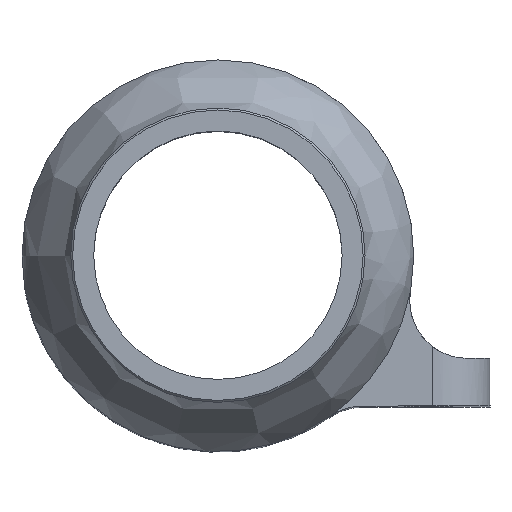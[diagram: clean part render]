
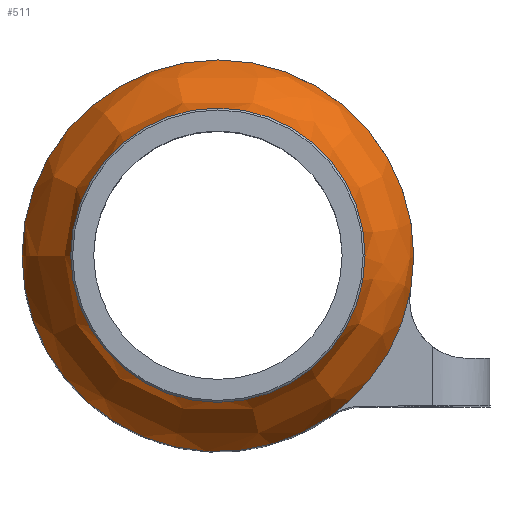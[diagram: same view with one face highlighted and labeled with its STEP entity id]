
A CAD part, top view. The second image highlights one B-rep face of the part: STEP entity #511.
In plain terms, the highlighted free-form (B-spline) face has degree [3, 3] with [17, 4] control points.
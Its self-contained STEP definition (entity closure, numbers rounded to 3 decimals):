
#15=B_SPLINE_SURFACE_WITH_KNOTS('',3,3,((#844,#845,#846,#847),(#848,#849,
#850,#851),(#852,#853,#854,#855),(#856,#857,#858,#859),(#860,#861,#862,
#863),(#864,#865,#866,#867),(#868,#869,#870,#871),(#872,#873,#874,#875),
(#876,#877,#878,#879),(#880,#881,#882,#883),(#884,#885,#886,#887),(#888,
#889,#890,#891),(#892,#893,#894,#895),(#896,#897,#898,#899),(#900,#901,
#902,#903),(#904,#905,#906,#907),(#908,#909,#910,#911)),.UNSPECIFIED.,.T.,
 .F.,.F.,(4,1,1,1,1,1,1,1,1,1,1,1,1,1,4),(4,4),(0.,0.071,0.143,
0.214,0.286,0.357,0.429,
0.524,0.571,0.619,0.714,
0.786,0.857,0.929,1.),(0.,1.),
 .UNSPECIFIED.);
#18=B_SPLINE_CURVE_WITH_KNOTS('',3,(#822,#823,#824,#825,#826,#827),
 .UNSPECIFIED.,.F.,.F.,(4,1,1,4),(-0.472,-0.429,
-0.357,-0.347),.UNSPECIFIED.);
#19=B_SPLINE_CURVE_WITH_KNOTS('',3,(#915,#916,#917,#918),.UNSPECIFIED.,
 .F.,.F.,(4,4),(0.,1.),.UNSPECIFIED.);
#78=FACE_OUTER_BOUND('',#112,.T.);
#112=EDGE_LOOP('',(#406,#407,#408,#409,#410,#411));
#211=CIRCLE('',#575,7.5);
#212=CIRCLE('',#576,10.25);
#213=CIRCLE('',#577,10.25);
#243=VERTEX_POINT('',#819);
#244=VERTEX_POINT('',#821);
#248=VERTEX_POINT('',#841);
#249=VERTEX_POINT('',#912);
#299=EDGE_CURVE('',#243,#244,#18,.T.);
#307=EDGE_CURVE('',#248,#248,#211,.T.);
#308=EDGE_CURVE('',#249,#244,#212,.T.);
#309=EDGE_CURVE('',#243,#249,#213,.T.);
#310=EDGE_CURVE('',#249,#248,#19,.T.);
#406=ORIENTED_EDGE('',*,*,#308,.T.);
#407=ORIENTED_EDGE('',*,*,#299,.F.);
#408=ORIENTED_EDGE('',*,*,#309,.T.);
#409=ORIENTED_EDGE('',*,*,#310,.T.);
#410=ORIENTED_EDGE('',*,*,#307,.F.);
#411=ORIENTED_EDGE('',*,*,#310,.F.);
#511=ADVANCED_FACE('',(#78),#15,.T.);
#575=AXIS2_PLACEMENT_3D('',#843,#685,#686);
#576=AXIS2_PLACEMENT_3D('',#913,#687,#688);
#577=AXIS2_PLACEMENT_3D('',#914,#689,#690);
#685=DIRECTION('center_axis',(0.,0.,1.));
#686=DIRECTION('ref_axis',(1.,0.,0.));
#687=DIRECTION('center_axis',(0.,0.,1.));
#688=DIRECTION('ref_axis',(1.,0.,0.));
#689=DIRECTION('center_axis',(0.,0.,1.));
#690=DIRECTION('ref_axis',(1.,0.,0.));
#819=CARTESIAN_POINT('',(10.087,-1.823,7.5));
#821=CARTESIAN_POINT('',(5.87,-8.403,7.5));
#822=CARTESIAN_POINT('Ctrl Pts',(10.084,-1.822,7.5));
#823=CARTESIAN_POINT('Ctrl Pts',(9.921,-2.73,7.5));
#824=CARTESIAN_POINT('Ctrl Pts',(9.164,-5.09,7.5));
#825=CARTESIAN_POINT('Ctrl Pts',(7.451,-7.232,7.5));
#826=CARTESIAN_POINT('Ctrl Pts',(6.047,-8.278,7.5));
#827=CARTESIAN_POINT('Ctrl Pts',(5.87,-8.402,7.5));
#841=CARTESIAN_POINT('',(-7.5,0.,12.5));
#843=CARTESIAN_POINT('Origin',(0.,0.,
12.5));
#844=CARTESIAN_POINT('Ctrl Pts',(-10.25,0.,7.5));
#845=CARTESIAN_POINT('Ctrl Pts',(-10.25,0.,9.167));
#846=CARTESIAN_POINT('Ctrl Pts',(-7.5,0.,10.833));
#847=CARTESIAN_POINT('Ctrl Pts',(-7.5,0.,12.5));
#848=CARTESIAN_POINT('Ctrl Pts',(-10.25,-1.533,7.5));
#849=CARTESIAN_POINT('Ctrl Pts',(-10.25,-1.533,9.167));
#850=CARTESIAN_POINT('Ctrl Pts',(-7.5,-1.122,10.833));
#851=CARTESIAN_POINT('Ctrl Pts',(-7.5,-1.122,12.5));
#852=CARTESIAN_POINT('Ctrl Pts',(-9.551,-4.599,7.5));
#853=CARTESIAN_POINT('Ctrl Pts',(-9.551,-4.599,9.167));
#854=CARTESIAN_POINT('Ctrl Pts',(-6.988,-3.365,10.833));
#855=CARTESIAN_POINT('Ctrl Pts',(-6.988,-3.365,12.5));
#856=CARTESIAN_POINT('Ctrl Pts',(-6.609,-8.289,7.5));
#857=CARTESIAN_POINT('Ctrl Pts',(-6.609,-8.289,9.167));
#858=CARTESIAN_POINT('Ctrl Pts',(-4.836,-6.065,10.833));
#859=CARTESIAN_POINT('Ctrl Pts',(-4.836,-6.065,12.5));
#860=CARTESIAN_POINT('Ctrl Pts',(-2.359,-10.334,7.5));
#861=CARTESIAN_POINT('Ctrl Pts',(-2.359,-10.334,9.167));
#862=CARTESIAN_POINT('Ctrl Pts',(-1.726,-7.562,10.833));
#863=CARTESIAN_POINT('Ctrl Pts',(-1.726,-7.562,12.5));
#864=CARTESIAN_POINT('Ctrl Pts',(2.36,-10.335,7.5));
#865=CARTESIAN_POINT('Ctrl Pts',(2.36,-10.335,9.167));
#866=CARTESIAN_POINT('Ctrl Pts',(1.727,-7.562,10.833));
#867=CARTESIAN_POINT('Ctrl Pts',(1.727,-7.562,12.5));
#868=CARTESIAN_POINT('Ctrl Pts',(6.607,-8.287,7.5));
#869=CARTESIAN_POINT('Ctrl Pts',(6.607,-8.287,9.167));
#870=CARTESIAN_POINT('Ctrl Pts',(4.834,-6.064,10.833));
#871=CARTESIAN_POINT('Ctrl Pts',(4.834,-6.064,12.5));
#872=CARTESIAN_POINT('Ctrl Pts',(9.883,-4.191,7.5));
#873=CARTESIAN_POINT('Ctrl Pts',(9.883,-4.191,9.167));
#874=CARTESIAN_POINT('Ctrl Pts',(7.231,-3.066,10.833));
#875=CARTESIAN_POINT('Ctrl Pts',(7.231,-3.066,12.5));
#876=CARTESIAN_POINT('Ctrl Pts',(10.601,0.563,7.5));
#877=CARTESIAN_POINT('Ctrl Pts',(10.601,0.563,9.167));
#878=CARTESIAN_POINT('Ctrl Pts',(7.757,0.412,10.833));
#879=CARTESIAN_POINT('Ctrl Pts',(7.757,0.412,12.5));
#880=CARTESIAN_POINT('Ctrl Pts',(9.371,4.513,7.5));
#881=CARTESIAN_POINT('Ctrl Pts',(9.371,4.513,9.167));
#882=CARTESIAN_POINT('Ctrl Pts',(6.857,3.302,10.833));
#883=CARTESIAN_POINT('Ctrl Pts',(6.857,3.302,12.5));
#884=CARTESIAN_POINT('Ctrl Pts',(7.05,7.937,7.5));
#885=CARTESIAN_POINT('Ctrl Pts',(7.05,7.937,9.167));
#886=CARTESIAN_POINT('Ctrl Pts',(5.158,5.808,10.833));
#887=CARTESIAN_POINT('Ctrl Pts',(5.158,5.808,12.5));
#888=CARTESIAN_POINT('Ctrl Pts',(2.885,10.34,7.5));
#889=CARTESIAN_POINT('Ctrl Pts',(2.885,10.34,9.167));
#890=CARTESIAN_POINT('Ctrl Pts',(2.111,7.566,10.833));
#891=CARTESIAN_POINT('Ctrl Pts',(2.111,7.566,12.5));
#892=CARTESIAN_POINT('Ctrl Pts',(-2.36,10.332,7.5));
#893=CARTESIAN_POINT('Ctrl Pts',(-2.36,10.332,9.167));
#894=CARTESIAN_POINT('Ctrl Pts',(-1.727,7.56,10.833));
#895=CARTESIAN_POINT('Ctrl Pts',(-1.727,7.56,12.5));
#896=CARTESIAN_POINT('Ctrl Pts',(-6.608,8.289,7.5));
#897=CARTESIAN_POINT('Ctrl Pts',(-6.608,8.289,9.167));
#898=CARTESIAN_POINT('Ctrl Pts',(-4.835,6.065,10.833));
#899=CARTESIAN_POINT('Ctrl Pts',(-4.835,6.065,12.5));
#900=CARTESIAN_POINT('Ctrl Pts',(-9.551,4.599,7.5));
#901=CARTESIAN_POINT('Ctrl Pts',(-9.551,4.599,9.167));
#902=CARTESIAN_POINT('Ctrl Pts',(-6.988,3.365,10.833));
#903=CARTESIAN_POINT('Ctrl Pts',(-6.988,3.365,12.5));
#904=CARTESIAN_POINT('Ctrl Pts',(-10.25,1.533,7.5));
#905=CARTESIAN_POINT('Ctrl Pts',(-10.25,1.533,9.167));
#906=CARTESIAN_POINT('Ctrl Pts',(-7.5,1.122,10.833));
#907=CARTESIAN_POINT('Ctrl Pts',(-7.5,1.122,12.5));
#908=CARTESIAN_POINT('Ctrl Pts',(-10.25,0.,7.5));
#909=CARTESIAN_POINT('Ctrl Pts',(-10.25,0.,9.167));
#910=CARTESIAN_POINT('Ctrl Pts',(-7.5,0.,10.833));
#911=CARTESIAN_POINT('Ctrl Pts',(-7.5,0.,12.5));
#912=CARTESIAN_POINT('',(-10.25,0.,7.5));
#913=CARTESIAN_POINT('Origin',(0.,0.,7.5));
#914=CARTESIAN_POINT('Origin',(0.,0.,7.5));
#915=CARTESIAN_POINT('Ctrl Pts',(-10.25,0.,7.5));
#916=CARTESIAN_POINT('Ctrl Pts',(-10.25,0.,9.167));
#917=CARTESIAN_POINT('Ctrl Pts',(-7.5,0.,10.833));
#918=CARTESIAN_POINT('Ctrl Pts',(-7.5,0.,12.5));
